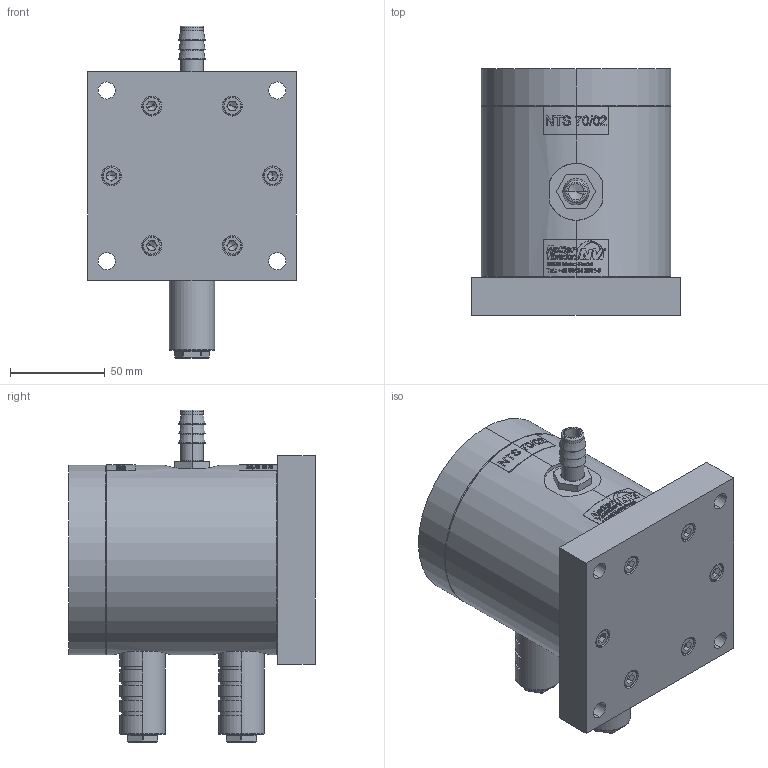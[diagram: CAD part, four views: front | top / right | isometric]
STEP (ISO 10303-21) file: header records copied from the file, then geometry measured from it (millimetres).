
FILE_DESCRIPTION (( 'STEP AP214' ), '1' );
FILE_NAME ('NTS 70-02 Kolbenvibrator #03512000.STEP', '2021-04-21T09:42:19', ( '' ), ( '' ), 'SwSTEP 2.0', 'SolidWorks 2015', '' );
FILE_SCHEMA (( 'AUTOMOTIVE_DESIGN' ));
Length unit declared in the file: millimetre
Products named in the file (1): NTS 70-02 Kolbenvibrator #03512000
Bounding box: 110 x 130 x 175 mm (x, y, z)
Volume: 1139288.7 mm3; surface area: 138884.8 mm2
Topology: 20 solids, 20 shells, 797 faces, 2410 edges, 1744 vertices
Faces by surface type: cylinder 319, plane 278, cone 94, torus 90, sphere 16
Entity records: 37430 total; most frequent: CARTESIAN_POINT 15108, ORIENTED_EDGE 4696, DIRECTION 4237, EDGE_CURVE 2348, VERTEX_POINT 1744, AXIS2_PLACEMENT_3D 1696, EDGE_LOOP 984, CIRCLE 898
